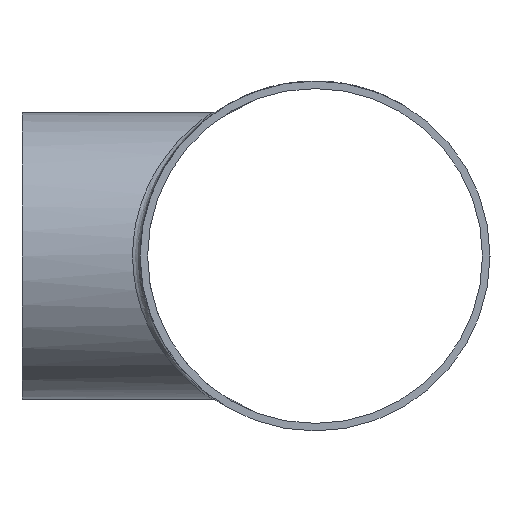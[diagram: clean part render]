
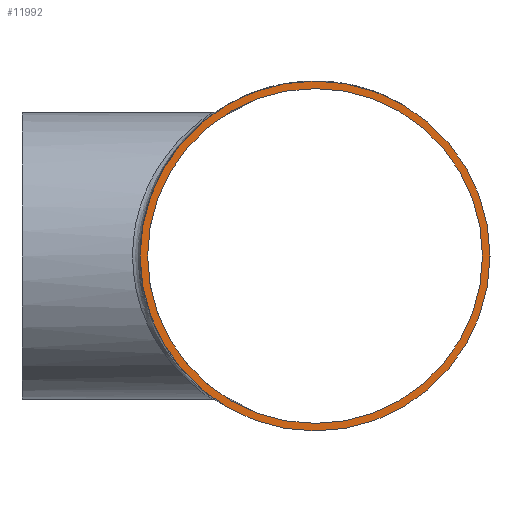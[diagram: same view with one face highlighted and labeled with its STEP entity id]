
A CAD part, left-side view. The second image highlights one B-rep face of the part: STEP entity #11992.
In plain terms, the highlighted planar face has unit normal (-1, 0, 0).
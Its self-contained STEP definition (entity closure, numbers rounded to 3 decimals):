
#243 = CIRCLE ( 'NONE', #14620, 69.85 ) ;
#711 = DIRECTION ( 'NONE',  ( 0., 0., 1. ) ) ;
#733 = EDGE_LOOP ( 'NONE', ( #15974 ) ) ;
#1672 = EDGE_LOOP ( 'NONE', ( #15636 ) ) ;
#2456 = FACE_OUTER_BOUND ( 'NONE', #733, .T. ) ;
#2986 = VERTEX_POINT ( 'NONE', #7643 ) ;
#2991 = PLANE ( 'NONE',  #14697 ) ;
#3046 = DIRECTION ( 'NONE',  ( -1., 0., 0. ) ) ;
#3991 = DIRECTION ( 'NONE',  ( 0., 0., 1. ) ) ;
#5906 = CARTESIAN_POINT ( 'NONE',  ( -124., 0., 0. ) ) ;
#5971 = DIRECTION ( 'NONE',  ( -1., 0., 0. ) ) ;
#6013 = EDGE_CURVE ( 'NONE', #6507, #6507, #243, .T. ) ;
#6507 = VERTEX_POINT ( 'NONE', #7474 ) ;
#6934 = DIRECTION ( 'NONE',  ( 0., 0., 1. ) ) ;
#7303 = EDGE_CURVE ( 'NONE', #2986, #2986, #7592, .T. ) ;
#7474 = CARTESIAN_POINT ( 'NONE',  ( -124., 0., 69.85 ) ) ;
#7592 = CIRCLE ( 'NONE', #15301, 66.85 ) ;
#7643 = CARTESIAN_POINT ( 'NONE',  ( -124., 0., 66.85 ) ) ;
#9171 = CARTESIAN_POINT ( 'NONE',  ( -124., 0., 0. ) ) ;
#11695 = DIRECTION ( 'NONE',  ( -1., 0., 0. ) ) ;
#11992 = ADVANCED_FACE ( 'NONE', ( #16809, #2456 ), #2991, .T. ) ;
#14620 = AXIS2_PLACEMENT_3D ( 'NONE', #9171, #11695, #3991 ) ;
#14697 = AXIS2_PLACEMENT_3D ( 'NONE', #14968, #3046, #6934 ) ;
#14968 = CARTESIAN_POINT ( 'NONE',  ( -124., 0., 0. ) ) ;
#15301 = AXIS2_PLACEMENT_3D ( 'NONE', #5906, #5971, #711 ) ;
#15636 = ORIENTED_EDGE ( 'NONE', *, *, #7303, .F. ) ;
#15974 = ORIENTED_EDGE ( 'NONE', *, *, #6013, .T. ) ;
#16809 = FACE_BOUND ( 'NONE', #1672, .T. ) ;
